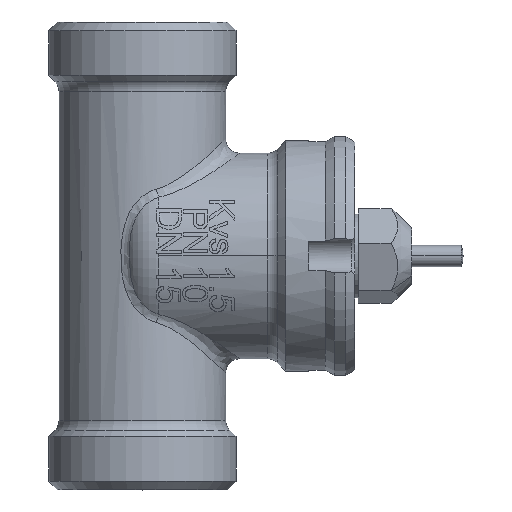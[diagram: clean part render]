
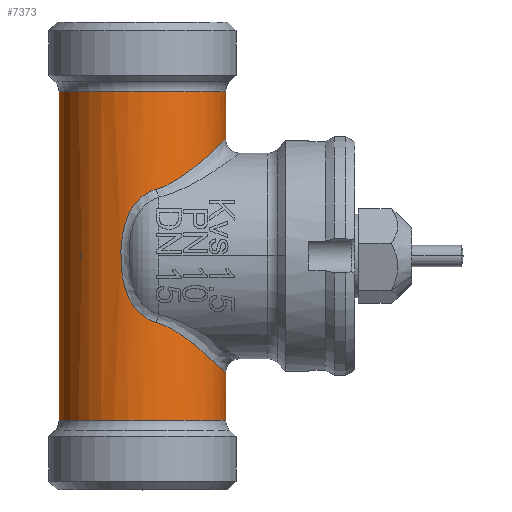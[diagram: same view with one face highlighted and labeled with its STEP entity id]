
A CAD part, top view. The second image highlights one B-rep face of the part: STEP entity #7373.
In plain terms, the highlighted cylindrical face has radius 11.75 mm (diameter 23.5 mm), a partial arc.
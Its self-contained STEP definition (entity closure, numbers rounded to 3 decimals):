
#11=DIRECTION('',(0.,1.,0.));
#12=VECTOR('',#11,6.672);
#13=CARTESIAN_POINT('',(11.75,-23.172,0.));
#14=LINE('',#13,#12);
#79=CARTESIAN_POINT('',(11.75,16.5,0.));
#81=DIRECTION('',(0.,1.,0.));
#82=VECTOR('',#81,6.672);
#83=CARTESIAN_POINT('',(11.75,16.5,0.));
#84=LINE('',#83,#82);
#105=CARTESIAN_POINT('',(0.,23.172,0.));
#106=DIRECTION('',(0.,1.,0.));
#107=DIRECTION('',(-1.,0.,0.));
#108=AXIS2_PLACEMENT_3D('',#105,#106,#107);
#110=CARTESIAN_POINT('',(11.75,16.5,0.));
#111=CARTESIAN_POINT('',(11.75,16.5,0.495));
#112=CARTESIAN_POINT('',(11.687,16.439,1.497));
#113=CARTESIAN_POINT('',(11.394,16.153,3.013));
#114=CARTESIAN_POINT('',(10.885,15.665,4.513));
#115=CARTESIAN_POINT('',(10.232,15.049,5.832));
#116=CARTESIAN_POINT('',(9.501,14.377,6.952));
#117=CARTESIAN_POINT('',(8.745,13.704,7.874));
#118=CARTESIAN_POINT('',(8.011,13.075,8.615));
#119=CARTESIAN_POINT('',(7.304,12.495,9.219));
#120=CARTESIAN_POINT('',(6.601,11.946,9.734));
#121=CARTESIAN_POINT('',(5.862,11.405,10.196));
#122=CARTESIAN_POINT('',(5.076,10.875,10.61));
#123=CARTESIAN_POINT('',(4.222,10.359,10.98));
#124=CARTESIAN_POINT('',(3.24,9.855,11.313));
#125=CARTESIAN_POINT('',(2.434,9.542,11.504));
#126=CARTESIAN_POINT('',(1.991,9.414,11.58));
#128=CARTESIAN_POINT('',(1.991,9.414,11.58));
#129=CARTESIAN_POINT('',(1.637,9.311,11.641));
#130=CARTESIAN_POINT('',(0.96,9.041,11.725));
#131=CARTESIAN_POINT('',(0.,8.42,11.761));
#132=CARTESIAN_POINT('',(-0.768,7.691,11.731));
#133=CARTESIAN_POINT('',(-1.347,6.945,11.676));
#134=CARTESIAN_POINT('',(-1.78,6.216,11.616));
#135=CARTESIAN_POINT('',(-2.104,5.523,11.561));
#136=CARTESIAN_POINT('',(-2.342,4.886,11.515));
#137=CARTESIAN_POINT('',(-2.529,4.273,11.475));
#138=CARTESIAN_POINT('',(-2.684,3.642,11.44));
#139=CARTESIAN_POINT('',(-2.81,2.99,11.409));
#140=CARTESIAN_POINT('',(-2.906,2.337,11.385));
#141=CARTESIAN_POINT('',(-2.973,1.697,11.368));
#142=CARTESIAN_POINT('',(-3.018,1.06,11.356));
#143=CARTESIAN_POINT('',(-3.044,0.375,11.349));
#144=CARTESIAN_POINT('',(-3.045,-0.4,
11.349));
#145=CARTESIAN_POINT('',(-3.01,-1.262,11.358));
#146=CARTESIAN_POINT('',(-2.926,-2.219,11.38));
#147=CARTESIAN_POINT('',(-2.767,-3.288,11.42));
#148=CARTESIAN_POINT('',(-2.487,-4.498,11.486));
#149=CARTESIAN_POINT('',(-2.004,-5.817,11.583));
#150=CARTESIAN_POINT('',(-1.367,-6.941,11.677));
#151=CARTESIAN_POINT('',(-0.681,-7.787,
11.737));
#152=CARTESIAN_POINT('',(0.031,-8.429,11.757));
#153=CARTESIAN_POINT('',(0.73,-8.894,11.734));
#154=CARTESIAN_POINT('',(1.39,-9.216,11.673));
#155=CARTESIAN_POINT('',(1.797,-9.357,11.613));
#156=CARTESIAN_POINT('',(1.991,-9.414,11.58));
#158=CARTESIAN_POINT('',(1.991,-9.414,11.58));
#159=CARTESIAN_POINT('',(2.324,-9.51,11.523));
#160=CARTESIAN_POINT('',(2.964,-9.741,11.383));
#161=CARTESIAN_POINT('',(3.836,-10.152,11.119));
#162=CARTESIAN_POINT('',(4.69,-10.634,10.786));
#163=CARTESIAN_POINT('',(5.476,-11.139,10.408));
#164=CARTESIAN_POINT('',(6.219,-11.662,9.982));
#165=CARTESIAN_POINT('',(6.95,-12.215,9.489));
#166=CARTESIAN_POINT('',(7.714,-12.827,8.884));
#167=CARTESIAN_POINT('',(8.531,-13.517,8.109));
#168=CARTESIAN_POINT('',(9.366,-14.254,7.138));
#169=CARTESIAN_POINT('',(10.165,-14.986,5.956));
#170=CARTESIAN_POINT('',(10.859,-15.64,4.58));
#171=CARTESIAN_POINT('',(11.381,-16.141,3.067));
#172=CARTESIAN_POINT('',(11.689,-16.441,1.496));
#173=CARTESIAN_POINT('',(11.75,-16.5,0.492));
#174=CARTESIAN_POINT('',(11.75,-16.5,0.));
#176=CARTESIAN_POINT('',(0.,-23.172,0.));
#177=DIRECTION('',(0.,-1.,0.));
#178=DIRECTION('',(1.,0.,0.));
#179=AXIS2_PLACEMENT_3D('',#176,#177,#178);
#181=DIRECTION('',(0.,1.,0.));
#182=VECTOR('',#181,46.343);
#183=CARTESIAN_POINT('',(-11.75,-23.172,0.));
#184=LINE('',#183,#182);
#185=DIRECTION('',(0.,1.,0.));
#186=VECTOR('',#185,1.175);
#187=CARTESIAN_POINT('',(-8.626,-0.587,
7.978));
#188=LINE('',#187,#186);
#189=CARTESIAN_POINT('',(-8.626,-0.587,
7.978));
#190=CARTESIAN_POINT('',(-8.613,-0.391,
7.993));
#191=CARTESIAN_POINT('',(-8.599,0.,8.007));
#192=CARTESIAN_POINT('',(-8.613,0.392,7.993));
#193=CARTESIAN_POINT('',(-8.626,0.587,7.978));
#6287=VERTEX_POINT('',#158);
#6288=VERTEX_POINT('',#174);
#6294=VERTEX_POINT('',#79);
#6297=VERTEX_POINT('',#126);
#6299=CARTESIAN_POINT('',(11.75,23.172,0.));
#6300=CARTESIAN_POINT('',(-11.75,23.172,0.));
#6301=VERTEX_POINT('',#6299);
#6302=VERTEX_POINT('',#6300);
#6315=CARTESIAN_POINT('',(-11.75,-23.172,0.));
#6316=CARTESIAN_POINT('',(11.75,-23.172,0.));
#6317=VERTEX_POINT('',#6315);
#6318=VERTEX_POINT('',#6316);
#6660=CARTESIAN_POINT('',(-8.626,-0.587,
7.978));
#6661=CARTESIAN_POINT('',(-8.626,0.587,
7.978));
#6662=VERTEX_POINT('',#6660);
#6663=VERTEX_POINT('',#6661);
#7348=CARTESIAN_POINT('',(0.,-35.,0.));
#7349=DIRECTION('',(0.,1.,0.));
#7350=DIRECTION('',(1.,0.,0.));
#7351=AXIS2_PLACEMENT_3D('',#7348,#7349,#7350);
#7352=CYLINDRICAL_SURFACE('',#7351,11.75);
#7353=ORIENTED_EDGE('',*,*,#7339,.T.);
#7354=ORIENTED_EDGE('',*,*,#7308,.F.);
#7356=ORIENTED_EDGE('',*,*,#7355,.T.);
#7358=ORIENTED_EDGE('',*,*,#7357,.T.);
#7360=ORIENTED_EDGE('',*,*,#7359,.T.);
#7361=ORIENTED_EDGE('',*,*,#7300,.F.);
#7363=ORIENTED_EDGE('',*,*,#7362,.T.);
#7364=ORIENTED_EDGE('',*,*,#7296,.T.);
#7365=EDGE_LOOP('',(#7353,#7354,#7356,#7358,#7360,#7361,#7363,#7364));
#7366=FACE_OUTER_BOUND('',#7365,.F.);
#7368=ORIENTED_EDGE('',*,*,#7367,.F.);
#7370=ORIENTED_EDGE('',*,*,#7369,.T.);
#7371=EDGE_LOOP('',(#7368,#7370));
#7372=FACE_BOUND('',#7371,.F.);
#7373=ADVANCED_FACE('',(#7366,#7372),#7352,.T.);
#109=CIRCLE('',#108,11.75);
#127=B_SPLINE_CURVE_WITH_KNOTS('',3,(#110,#111,#112,#113,#114,#115,#116,#117,
#118,#119,#120,#121,#122,#123,#124,#125,#126),.UNSPECIFIED.,.F.,.F.,(4,1,1,1,1,
1,1,1,1,1,1,1,1,1,4),(0.,0.071,0.143,
0.214,0.286,0.357,0.429,0.5,
0.571,0.643,0.714,0.786,
0.857,0.929,1.),.UNSPECIFIED.);
#157=B_SPLINE_CURVE_WITH_KNOTS('',3,(#128,#129,#130,#131,#132,#133,#134,#135,
#136,#137,#138,#139,#140,#141,#142,#143,#144,#145,#146,#147,#148,#149,#150,#151,
#152,#153,#154,#155,#156),.UNSPECIFIED.,.F.,.F.,(4,1,1,1,1,1,1,1,1,1,1,1,1,1,1,
1,1,1,1,1,1,1,1,1,1,1,4),(0.,0.038,0.077,
0.115,0.154,0.192,0.231,
0.269,0.308,0.346,0.385,
0.423,0.462,0.5,0.538,0.577,
0.615,0.654,0.692,0.731,
0.769,0.808,0.846,0.885,
0.923,0.962,1.),.UNSPECIFIED.);
#175=B_SPLINE_CURVE_WITH_KNOTS('',3,(#158,#159,#160,#161,#162,#163,#164,#165,
#166,#167,#168,#169,#170,#171,#172,#173,#174),.UNSPECIFIED.,.F.,.F.,(4,1,1,1,1,
1,1,1,1,1,1,1,1,1,4),(0.,0.071,0.143,
0.214,0.286,0.357,0.429,0.5,
0.571,0.643,0.714,0.786,
0.857,0.929,1.),.UNSPECIFIED.);
#180=CIRCLE('',#179,11.75);
#194=B_SPLINE_CURVE_WITH_KNOTS('',3,(#189,#190,#191,#192,#193),.UNSPECIFIED.,
.F.,.F.,(4,1,4),(0.,0.5,1.),.UNSPECIFIED.);
#7296=EDGE_CURVE('',#6317,#6302,#184,.T.);
#7300=EDGE_CURVE('',#6318,#6288,#14,.T.);
#7308=EDGE_CURVE('',#6294,#6301,#84,.T.);
#7339=EDGE_CURVE('',#6302,#6301,#109,.T.);
#7355=EDGE_CURVE('',#6294,#6297,#127,.T.);
#7357=EDGE_CURVE('',#6297,#6287,#157,.T.);
#7359=EDGE_CURVE('',#6287,#6288,#175,.T.);
#7362=EDGE_CURVE('',#6318,#6317,#180,.T.);
#7367=EDGE_CURVE('',#6662,#6663,#188,.T.);
#7369=EDGE_CURVE('',#6662,#6663,#194,.T.);
